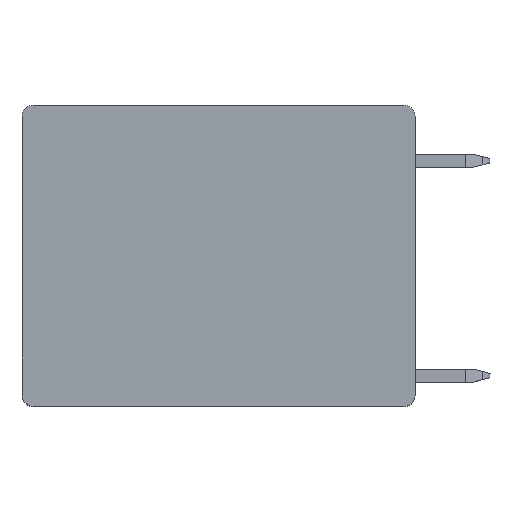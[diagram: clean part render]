
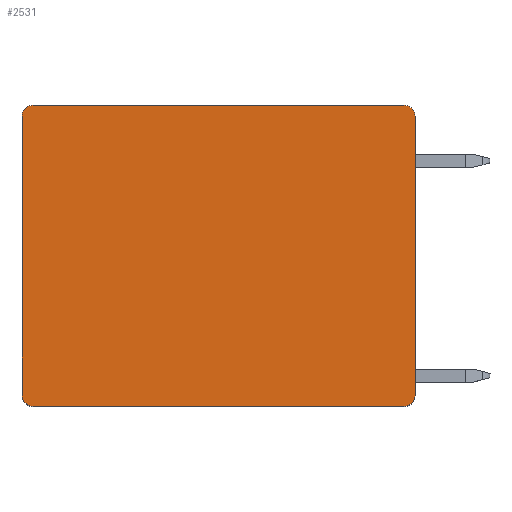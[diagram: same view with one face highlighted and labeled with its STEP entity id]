
A CAD part, top view. The second image highlights one B-rep face of the part: STEP entity #2531.
In plain terms, the highlighted planar face has unit normal (0, 0, 1).
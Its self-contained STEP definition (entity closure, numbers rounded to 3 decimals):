
#949=CARTESIAN_POINT('',(-11.375,8.55,5.55));
#950=DIRECTION('',(0.,0.,1.));
#951=DIRECTION('',(0.,1.,0.));
#952=AXIS2_PLACEMENT_3D('',#949,#950,#951);
#954=DIRECTION('',(-1.,0.,0.));
#955=VECTOR('',#954,22.75);
#956=CARTESIAN_POINT('',(11.375,9.25,5.55));
#957=LINE('',#956,#955);
#958=CARTESIAN_POINT('',(11.375,8.55,5.55));
#959=DIRECTION('',(0.,0.,1.));
#960=DIRECTION('',(1.,0.,0.));
#961=AXIS2_PLACEMENT_3D('',#958,#959,#960);
#963=DIRECTION('',(0.,1.,0.));
#964=VECTOR('',#963,17.1);
#965=CARTESIAN_POINT('',(12.075,-8.55,5.55));
#966=LINE('',#965,#964);
#967=CARTESIAN_POINT('',(11.375,-8.55,5.55));
#968=DIRECTION('',(0.,0.,1.));
#969=DIRECTION('',(0.,-1.,0.));
#970=AXIS2_PLACEMENT_3D('',#967,#968,#969);
#972=DIRECTION('',(1.,0.,0.));
#973=VECTOR('',#972,22.75);
#974=CARTESIAN_POINT('',(-11.375,-9.25,5.55));
#975=LINE('',#974,#973);
#976=CARTESIAN_POINT('',(-11.375,-8.55,5.55));
#977=DIRECTION('',(0.,0.,1.));
#978=DIRECTION('',(-1.,0.,0.));
#979=AXIS2_PLACEMENT_3D('',#976,#977,#978);
#981=DIRECTION('',(0.,-1.,0.));
#982=VECTOR('',#981,17.1);
#983=CARTESIAN_POINT('',(-12.075,8.55,5.55));
#984=LINE('',#983,#982);
#1173=CARTESIAN_POINT('',(-11.375,9.25,5.55));
#1174=CARTESIAN_POINT('',(-12.075,8.55,5.55));
#1175=VERTEX_POINT('',#1173);
#1176=VERTEX_POINT('',#1174);
#1181=CARTESIAN_POINT('',(12.075,8.55,5.55));
#1182=VERTEX_POINT('',#1181);
#1183=CARTESIAN_POINT('',(11.375,9.25,5.55));
#1184=VERTEX_POINT('',#1183);
#1189=CARTESIAN_POINT('',(11.375,-9.25,5.55));
#1190=VERTEX_POINT('',#1189);
#1191=CARTESIAN_POINT('',(12.075,-8.55,5.55));
#1192=VERTEX_POINT('',#1191);
#1197=CARTESIAN_POINT('',(-12.075,-8.55,5.55));
#1198=VERTEX_POINT('',#1197);
#1199=CARTESIAN_POINT('',(-11.375,-9.25,5.55));
#1200=VERTEX_POINT('',#1199);
#2516=CARTESIAN_POINT('',(0.,0.,5.55));
#2517=DIRECTION('',(0.,0.,1.));
#2518=DIRECTION('',(1.,0.,0.));
#2519=AXIS2_PLACEMENT_3D('',#2516,#2517,#2518);
#2520=PLANE('',#2519);
#2521=ORIENTED_EDGE('',*,*,#1362,.F.);
#2522=ORIENTED_EDGE('',*,*,#1424,.F.);
#2523=ORIENTED_EDGE('',*,*,#1513,.F.);
#2524=ORIENTED_EDGE('',*,*,#1528,.F.);
#2525=ORIENTED_EDGE('',*,*,#1833,.F.);
#2526=ORIENTED_EDGE('',*,*,#1848,.F.);
#2527=ORIENTED_EDGE('',*,*,#1861,.F.);
#2528=ORIENTED_EDGE('',*,*,#1873,.F.);
#2529=EDGE_LOOP('',(#2521,#2522,#2523,#2524,#2525,#2526,#2527,#2528));
#2530=FACE_OUTER_BOUND('',#2529,.F.);
#953=CIRCLE('',#952,0.7);
#962=CIRCLE('',#961,0.7);
#971=CIRCLE('',#970,0.7);
#980=CIRCLE('',#979,0.7);
#1362=EDGE_CURVE('',#1175,#1176,#953,.T.);
#1424=EDGE_CURVE('',#1184,#1175,#957,.T.);
#1513=EDGE_CURVE('',#1182,#1184,#962,.T.);
#1528=EDGE_CURVE('',#1192,#1182,#966,.T.);
#1833=EDGE_CURVE('',#1190,#1192,#971,.T.);
#1848=EDGE_CURVE('',#1200,#1190,#975,.T.);
#1861=EDGE_CURVE('',#1198,#1200,#980,.T.);
#1873=EDGE_CURVE('',#1176,#1198,#984,.T.);
#2531=ADVANCED_FACE('',(#2530),#2520,.T.);
